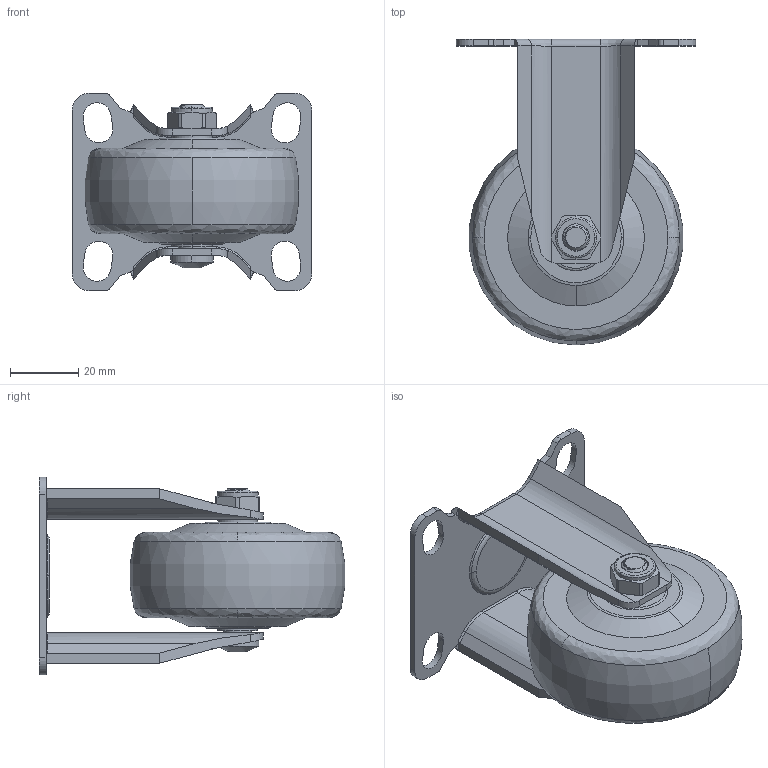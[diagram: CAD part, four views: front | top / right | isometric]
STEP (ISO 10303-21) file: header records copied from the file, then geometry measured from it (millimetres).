
FILE_DESCRIPTION (( 'STEP AP203' ), '1' );
FILE_NAME ('WH-36025-76 2.5in RIGID PLATE MOUNTING H=89( 55.5x44.2mm pitch).STEP', '2022-09-21T09:29:58', ( '' ), ( '' ), 'SwSTEP 2.0', 'SolidWorks 2018', '' );
FILE_SCHEMA (( 'CONFIG_CONTROL_DESIGN' ));
Length unit declared in the file: millimetre
Products named in the file (9): WH-36025-76 2.5in RIGID PLATE MOUNTING H=89( 55.5x44.2mm pitch); 361025; 3625-964; 350-33A; 300-34
Assembly tree (4 placements, depth 2):
  WH-36025-76 2.5in RIGID PLATE MOUNTING H=89( 55.5x44.2mm pitch)
    361025
    3625-964
    350-33A
    300-34
  3625-964
  300-34
  350-33A
  361025
Bounding box: 70 x 89.36 x 57.8 mm (x, y, z)
Volume: 94775.6 mm3; surface area: 29145.8 mm2
Topology: 4 solids, 4 shells, 255 faces, 687 edges, 450 vertices
Faces by surface type: cylinder 99, plane 86, bspline 46, cone 22, torus 2
Entity records: 13489 total; most frequent: CARTESIAN_POINT 6680, ORIENTED_EDGE 1374, DIRECTION 1104, EDGE_CURVE 687, VERTEX_POINT 450, AXIS2_PLACEMENT_3D 411, VECTOR 282, LINE 282
